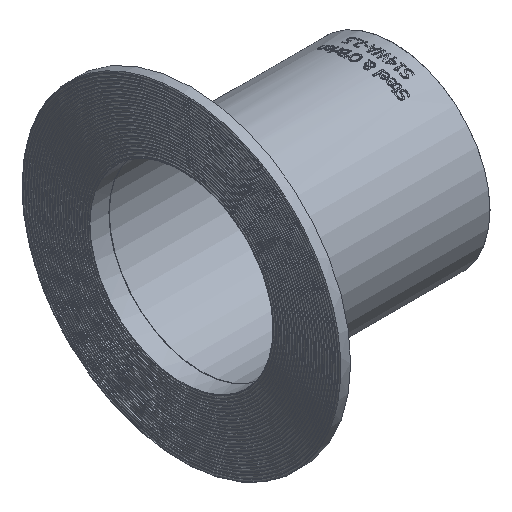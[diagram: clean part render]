
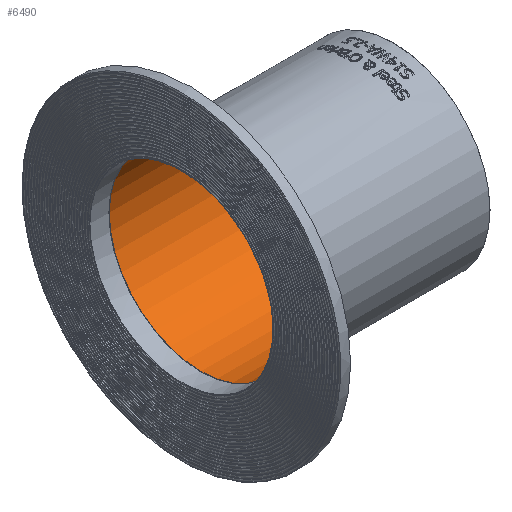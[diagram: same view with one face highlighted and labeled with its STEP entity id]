
A CAD part, isometric view. The second image highlights one B-rep face of the part: STEP entity #6490.
In plain terms, the highlighted cylindrical face has radius 30.099 mm (diameter 60.198 mm), a full revolution.
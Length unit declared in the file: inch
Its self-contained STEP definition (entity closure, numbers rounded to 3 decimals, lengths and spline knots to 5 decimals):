
#101=FACE_BOUND('',#1176,.T.);
#777=FACE_OUTER_BOUND('',#1175,.T.);
#1175=EDGE_LOOP('',(#6030));
#1176=EDGE_LOOP('',(#6031));
#1342=CIRCLE('',#6884,1.185);
#1345=CIRCLE('',#6889,1.185);
#3173=VERTEX_POINT('',#14229);
#3176=VERTEX_POINT('',#14237);
#4130=EDGE_CURVE('',#3173,#3173,#1342,.T.);
#4133=EDGE_CURVE('',#3176,#3176,#1345,.T.);
#6030=ORIENTED_EDGE('',*,*,#4133,.F.);
#6031=ORIENTED_EDGE('',*,*,#4130,.F.);
#6104=CYLINDRICAL_SURFACE('',#6888,1.185);
#6490=ADVANCED_FACE('',(#777,#101),#6104,.F.);
#6884=AXIS2_PLACEMENT_3D('',#14230,#8097,#8098);
#6888=AXIS2_PLACEMENT_3D('',#14236,#8105,#8106);
#6889=AXIS2_PLACEMENT_3D('',#14238,#8107,#8108);
#8097=DIRECTION('center_axis',(-1.,0.,0.));
#8098=DIRECTION('ref_axis',(0.,0.,-1.));
#8105=DIRECTION('center_axis',(-1.,0.,0.));
#8106=DIRECTION('ref_axis',(0.,0.,-1.));
#8107=DIRECTION('center_axis',(1.,0.,0.));
#8108=DIRECTION('ref_axis',(0.,0.,-1.));
#14229=CARTESIAN_POINT('',(2.745,0.,1.185));
#14230=CARTESIAN_POINT('Origin',(2.745,0.,0.));
#14236=CARTESIAN_POINT('Origin',(2.75,0.,0.));
#14237=CARTESIAN_POINT('',(0.255,0.,1.185));
#14238=CARTESIAN_POINT('Origin',(0.255,0.,0.));
